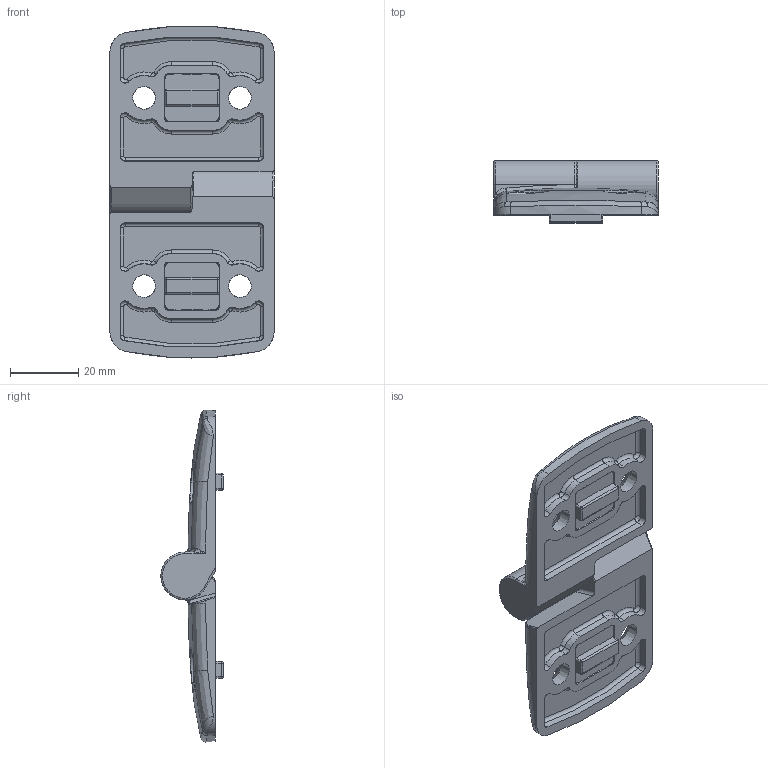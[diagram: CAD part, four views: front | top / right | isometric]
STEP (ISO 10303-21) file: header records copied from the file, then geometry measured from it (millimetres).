
FILE_DESCRIPTION(/* description */ (''),/* implementation_level */ '2;1');
FILE_NAME(/* name */ '615050R.stp',/* time_stamp */ '2018-06-11T16:00:23+02:00',/* author */ ('Špaček'),/* organization */ ('Alutec K&K'),/* preprocessor_version */ 'ST-DEVELOPER v16.1',/* originating_system */ 'Autodesk Inventor 2016',/* authorisation */ '');
FILE_SCHEMA (('AUTOMOTIVE_DESIGN { 1 0 10303 214 3 1 1 }'));
Length unit declared in the file: millimetre
Products named in the file (5): 615050_01; 615050_02; 615050_03; 615050_04; 615050R
Assembly tree (5 placements, depth 2):
  615050R
    615050_01
    615050_02
    615050_03
    615050_04  x2
Bounding box: 48 x 18.2 x 97 mm (x, y, z)
Volume: 25866.6 mm3; surface area: 16726.6 mm2
Topology: 5 solids, 5 shells, 497 faces, 1190 edges, 685 vertices
Faces by surface type: cylinder 139, plane 110, bspline 98, cone 86, torus 48, sphere 16
Full cylindrical faces by diameter (mm): 6 x2, 6.2 x1
Entity records: 15180 total; most frequent: CARTESIAN_POINT 5907, DIRECTION 1974, ORIENTED_EDGE 1900, EDGE_CURVE 950, AXIS2_PLACEMENT_3D 804, VERTEX_POINT 572, EDGE_LOOP 446, CIRCLE 446
